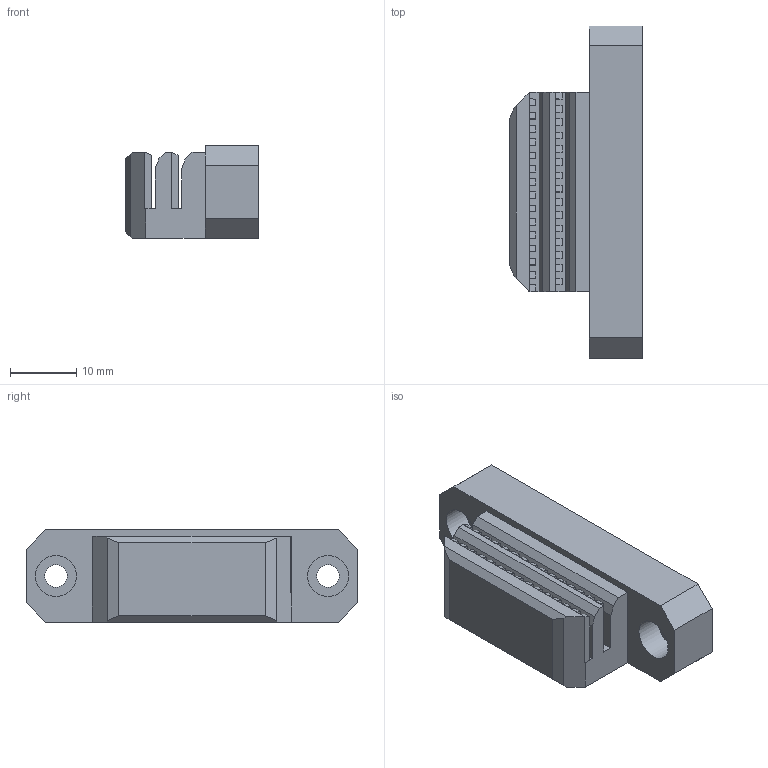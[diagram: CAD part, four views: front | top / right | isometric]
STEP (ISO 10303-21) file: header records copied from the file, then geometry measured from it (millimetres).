
FILE_DESCRIPTION(('FreeCAD Model'),'2;1');
FILE_NAME( 'y-belt-holder.step', '2020-03-10T19:47:29',('Author'),(''), 'Open CASCADE STEP processor 7.3','FreeCAD','Unknown');
FILE_SCHEMA(('AUTOMOTIVE_DESIGN { 1 0 10303 214 1 1 1 1 }'));
Length unit declared in the file: millimetre
Products named in the file (1): y-belt-holder
Bounding box: 20 x 50 x 14 mm (x, y, z)
Volume: 9053.5 mm3; surface area: 4828.4 mm2
Topology: 1 solids, 1 shells, 164 faces, 472 edges, 312 vertices
Faces by surface type: plane 160, cylinder 4
Full cylindrical faces by diameter (mm): 3.4 x2, 6.2 x2
Entity records: 11437 total; most frequent: CARTESIAN_POINT 1917, DIRECTION 1750, LINE 1400, VECTOR 1400, ORIENTED_EDGE 944, PCURVE 944, DEFINITIONAL_REPRESENTATION 944, EDGE_CURVE 472
